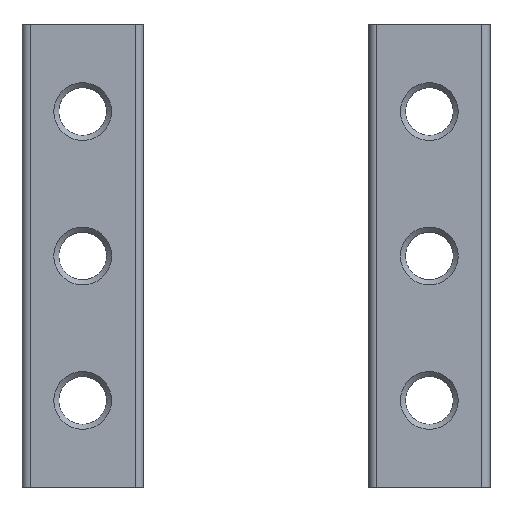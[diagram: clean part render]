
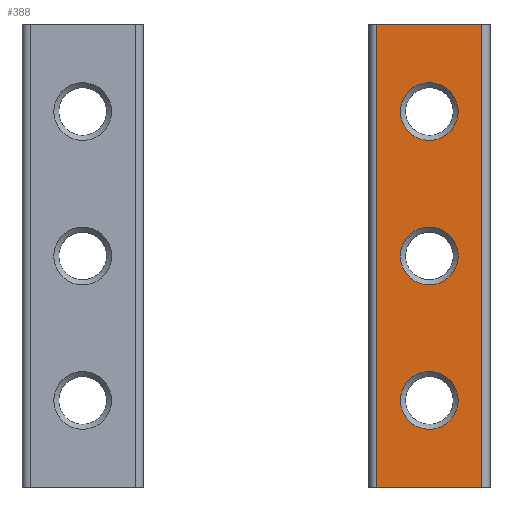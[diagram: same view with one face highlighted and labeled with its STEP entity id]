
A CAD part, front view. The second image highlights one B-rep face of the part: STEP entity #388.
In plain terms, the highlighted planar face has unit normal (0, -1, 0).
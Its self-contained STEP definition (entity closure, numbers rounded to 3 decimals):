
#38=PLANE('',#436);
#54=CIRCLE('',#437,2.5);
#55=CIRCLE('',#438,2.5);
#56=CIRCLE('',#439,2.5);
#112=ORIENTED_EDGE('',*,*,#206,.F.);
#113=ORIENTED_EDGE('',*,*,#207,.F.);
#114=ORIENTED_EDGE('',*,*,#208,.F.);
#115=ORIENTED_EDGE('',*,*,#209,.F.);
#116=ORIENTED_EDGE('',*,*,#205,.F.);
#117=ORIENTED_EDGE('',*,*,#210,.T.);
#118=ORIENTED_EDGE('',*,*,#211,.T.);
#205=EDGE_CURVE('',#248,#247,#276,.T.);
#206=EDGE_CURVE('',#249,#249,#54,.T.);
#207=EDGE_CURVE('',#250,#250,#55,.T.);
#208=EDGE_CURVE('',#251,#251,#56,.T.);
#209=EDGE_CURVE('',#247,#252,#277,.T.);
#210=EDGE_CURVE('',#248,#253,#278,.T.);
#211=EDGE_CURVE('',#253,#252,#279,.T.);
#247=VERTEX_POINT('',#679);
#248=VERTEX_POINT('',#681);
#249=VERTEX_POINT('',#685);
#250=VERTEX_POINT('',#687);
#251=VERTEX_POINT('',#689);
#252=VERTEX_POINT('',#691);
#253=VERTEX_POINT('',#693);
#276=LINE('',#682,#298);
#277=LINE('',#690,#299);
#278=LINE('',#692,#300);
#279=LINE('',#694,#301);
#298=VECTOR('',#517,1000.);
#299=VECTOR('',#526,1000.);
#300=VECTOR('',#527,1000.);
#301=VECTOR('',#528,1000.);
#313=EDGE_LOOP('',(#112));
#314=EDGE_LOOP('',(#113));
#315=EDGE_LOOP('',(#114));
#316=EDGE_LOOP('',(#115,#116,#117,#118));
#347=FACE_BOUND('',#313,.T.);
#348=FACE_BOUND('',#314,.T.);
#349=FACE_BOUND('',#315,.T.);
#350=FACE_BOUND('',#316,.T.);
#388=ADVANCED_FACE('',(#347,#348,#349,#350),#38,.T.);
#436=AXIS2_PLACEMENT_3D('',#683,#518,#519);
#437=AXIS2_PLACEMENT_3D('',#684,#520,#521);
#438=AXIS2_PLACEMENT_3D('',#686,#522,#523);
#439=AXIS2_PLACEMENT_3D('',#688,#524,#525);
#517=DIRECTION('',(0.,0.,1.));
#518=DIRECTION('',(0.,-1.,0.));
#519=DIRECTION('',(0.,0.,-1.));
#520=DIRECTION('',(0.,-1.,0.));
#521=DIRECTION('',(0.,0.,-1.));
#522=DIRECTION('',(0.,-1.,0.));
#523=DIRECTION('',(0.,0.,-1.));
#524=DIRECTION('',(0.,-1.,0.));
#525=DIRECTION('',(0.,0.,-1.));
#526=DIRECTION('',(1.,0.,0.));
#527=DIRECTION('',(1.,0.,0.));
#528=DIRECTION('',(0.,0.,1.));
#679=CARTESIAN_POINT('',(-4.55,0.,0.));
#681=CARTESIAN_POINT('',(-4.55,0.,-40.));
#682=CARTESIAN_POINT('',(-4.55,0.,-40.));
#683=CARTESIAN_POINT('',(-4.55,0.,-40.));
#684=CARTESIAN_POINT('',(0.,0.,-20.));
#685=CARTESIAN_POINT('',(0.,0.,-22.5));
#686=CARTESIAN_POINT('',(0.,0.,-32.5));
#687=CARTESIAN_POINT('',(0.,0.,-35.));
#688=CARTESIAN_POINT('',(0.,0.,-7.5));
#689=CARTESIAN_POINT('',(0.,0.,-10.));
#690=CARTESIAN_POINT('',(-4.55,0.,0.));
#691=CARTESIAN_POINT('',(4.55,0.,0.));
#692=CARTESIAN_POINT('',(-4.55,0.,-40.));
#693=CARTESIAN_POINT('',(4.55,0.,-40.));
#694=CARTESIAN_POINT('',(4.55,0.,-40.));
